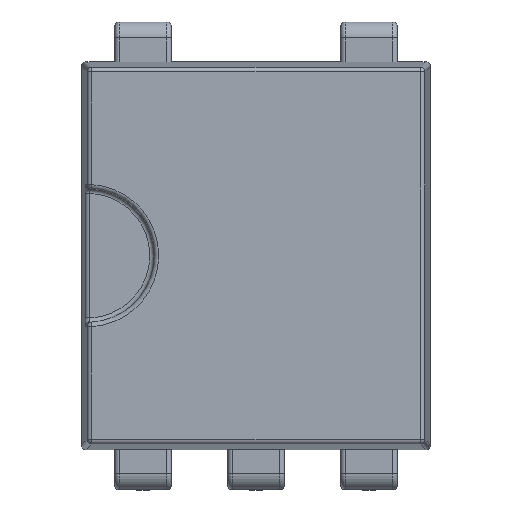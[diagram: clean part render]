
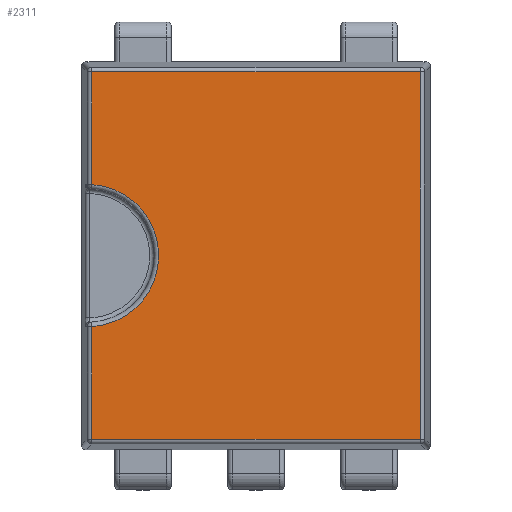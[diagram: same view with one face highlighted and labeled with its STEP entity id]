
A CAD part, top view. The second image highlights one B-rep face of the part: STEP entity #2311.
In plain terms, the highlighted planar face has unit normal (0, 0, 1).
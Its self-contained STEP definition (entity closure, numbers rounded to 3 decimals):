
#106=PLANE('',#2570);
#187=FACE_OUTER_BOUND('',#334,.T.);
#334=EDGE_LOOP('',(#1742,#1743,#1744,#1745,#1746,#1747));
#548=LINE('',#4272,#739);
#549=LINE('',#4276,#740);
#550=LINE('',#4278,#741);
#551=LINE('',#4280,#742);
#552=LINE('',#4281,#743);
#739=VECTOR('',#3066,10.);
#740=VECTOR('',#3071,10.);
#741=VECTOR('',#3072,10.);
#742=VECTOR('',#3073,10.);
#743=VECTOR('',#3074,10.);
#867=CIRCLE('',#2560,1.6);
#1058=VERTEX_POINT('',#4228);
#1059=VERTEX_POINT('',#4230);
#1065=VERTEX_POINT('',#4271);
#1066=VERTEX_POINT('',#4275);
#1067=VERTEX_POINT('',#4277);
#1068=VERTEX_POINT('',#4279);
#1306=EDGE_CURVE('',#1059,#1058,#867,.T.);
#1316=EDGE_CURVE('',#1058,#1065,#548,.T.);
#1318=EDGE_CURVE('',#1066,#1059,#549,.T.);
#1319=EDGE_CURVE('',#1067,#1066,#550,.T.);
#1320=EDGE_CURVE('',#1068,#1067,#551,.T.);
#1321=EDGE_CURVE('',#1065,#1068,#552,.T.);
#1742=ORIENTED_EDGE('',*,*,#1306,.F.);
#1743=ORIENTED_EDGE('',*,*,#1318,.F.);
#1744=ORIENTED_EDGE('',*,*,#1319,.F.);
#1745=ORIENTED_EDGE('',*,*,#1320,.F.);
#1746=ORIENTED_EDGE('',*,*,#1321,.F.);
#1747=ORIENTED_EDGE('',*,*,#1316,.F.);
#2311=ADVANCED_FACE('',(#187),#106,.T.);
#2560=AXIS2_PLACEMENT_3D('',#4232,#3043,#3044);
#2570=AXIS2_PLACEMENT_3D('',#4274,#3069,#3070);
#3043=DIRECTION('center_axis',(0.,0.,1.));
#3044=DIRECTION('ref_axis',(1.,0.,0.));
#3066=DIRECTION('',(0.,1.,0.));
#3069=DIRECTION('center_axis',(0.,0.,1.));
#3070=DIRECTION('ref_axis',(1.,0.,0.));
#3071=DIRECTION('',(0.,1.,0.));
#3072=DIRECTION('',(-1.,0.,0.));
#3073=DIRECTION('',(0.,-1.,0.));
#3074=DIRECTION('',(1.,0.,0.));
#4228=CARTESIAN_POINT('',(-0.772,6.957,3.85));
#4230=CARTESIAN_POINT('',(-0.772,3.763,3.85));
#4232=CARTESIAN_POINT('Origin',(-0.865,5.36,3.85));
#4271=CARTESIAN_POINT('',(-0.772,9.492,3.85));
#4272=CARTESIAN_POINT('',(-0.772,6.45,3.85));
#4274=CARTESIAN_POINT('Origin',(2.923,5.36,3.85));
#4275=CARTESIAN_POINT('',(-0.772,1.228,3.85));
#4276=CARTESIAN_POINT('',(-0.772,6.45,3.85));
#4277=CARTESIAN_POINT('',(6.617,1.228,3.85));
#4278=CARTESIAN_POINT('',(1.942,1.228,3.85));
#4279=CARTESIAN_POINT('',(6.617,9.492,3.85));
#4280=CARTESIAN_POINT('',(6.617,4.27,3.85));
#4281=CARTESIAN_POINT('',(3.903,9.492,3.85));
